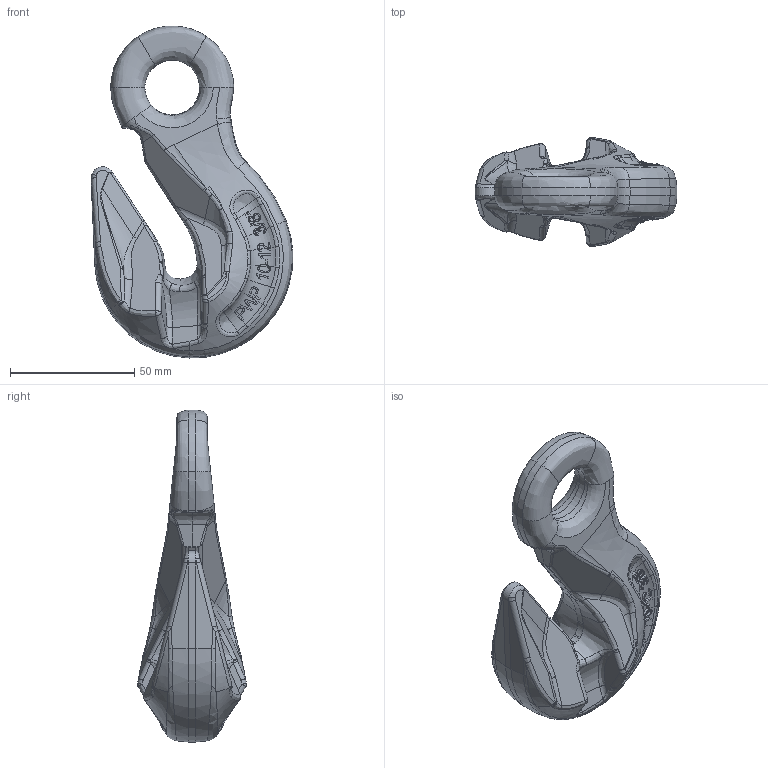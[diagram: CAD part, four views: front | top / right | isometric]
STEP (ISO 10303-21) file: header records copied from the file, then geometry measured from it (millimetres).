
FILE_DESCRIPTION(/* description */ (''),/* implementation_level */ '2;1');
FILE_NAME(/* name */ 'pewag_PWP_10.stp',/* time_stamp */ '2022-07-25T13:06:43+02:00',/* author */ (''),/* organization */ (''),/* preprocessor_version */ 'ST-DEVELOPER v16',/* originating_system */ 'SIEMENS PLM Software NX 11.0',/* authorisation */ '');
FILE_SCHEMA (('AUTOMOTIVE_DESIGN { 1 0 10303 214 3 1 1 1 }'));
Length unit declared in the file: millimetre
Products named in the file (1): baf2CDCD1B4kfbr
Bounding box: 81.31 x 43.91 x 133.75 mm (x, y, z)
Volume: 130685.3 mm3; surface area: 22454.5 mm2
Topology: 1 solids, 1 shells, 646 faces, 1705 edges, 1073 vertices
Faces by surface type: bspline 201, plane 177, extrusion 102, torus 83, cylinder 53, cone 20, sphere 10
Entity records: 36435 total; most frequent: CARTESIAN_POINT 23347, ORIENTED_EDGE 3348, EDGE_CURVE 1674, DIRECTION 1650, B_SPLINE_CURVE_WITH_KNOTS 1167, VERTEX_POINT 1061, EDGE_LOOP 677, ADVANCED_FACE 646
